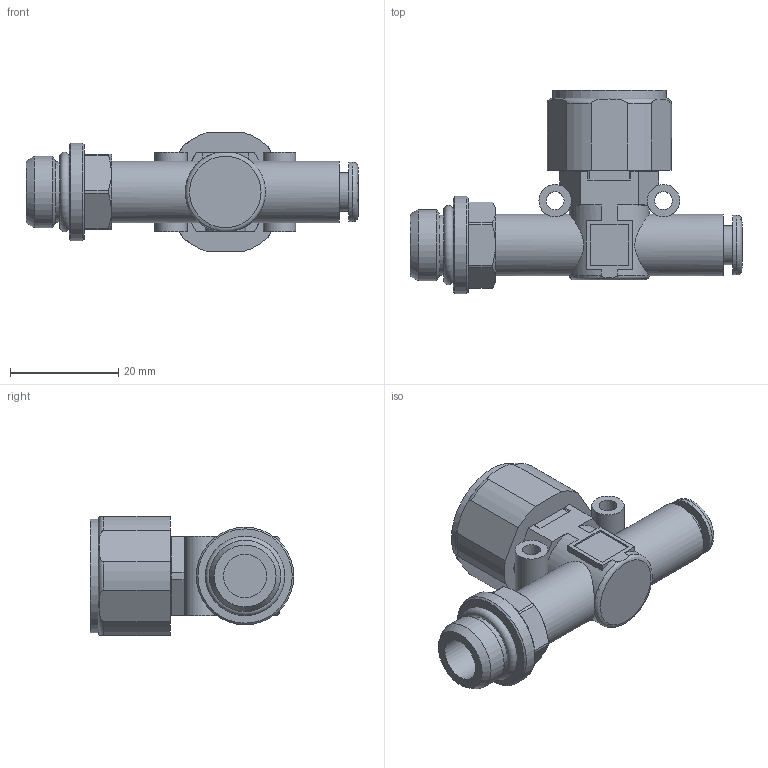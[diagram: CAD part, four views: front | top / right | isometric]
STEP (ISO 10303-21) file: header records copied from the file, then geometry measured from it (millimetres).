
FILE_DESCRIPTION( ( 'STEP AP214' ), ' ' );
FILE_NAME( '9067109.stp', '2017-03-31T09:46:16', ( '' ), ( '' ), ' ', 'PARTsolutions', ' ' );
FILE_SCHEMA( ( 'AUTOMOTIVE_DESIGN { 1 0 10303 214 1 1 1 1 }' ) );
Length unit declared in the file: millimetre
Products named in the file (5): 9067109; _LINE-ON-LINE D6 V2v/V3V_L body; _LINE-ON-LINE D6 VNR-L bushing; _LINE-ON-LINE D6-1/4 MAN-L thread port; _LINE ON LINE D6 MAN-L man
Assembly tree (4 placements, depth 2):
  9067109
    _LINE-ON-LINE D6 V2v/V3V_L body
    _LINE-ON-LINE D6 VNR-L bushing
    _LINE-ON-LINE D6-1/4 MAN-L thread port
    _LINE ON LINE D6 MAN-L man
Bounding box: 61.3 x 37.6 x 22 mm (x, y, z)
Volume: 12008.2 mm3; surface area: 8728.4 mm2
Topology: 4 solids, 4 shells, 208 faces, 498 edges, 329 vertices
Faces by surface type: plane 136, cylinder 60, cone 8, torus 4
Full cylindrical faces by diameter (mm): 3.3 x2, 3.5 x2, 4 x2, 6 x3, 6.2 x1, 7.2 x2, 7.6 x1, 8 x1, 9 x2, 9.6 x2, 10 x1, 10.3 x3, 11 x1, 11.1 x1, 11.4 x2, 11.6 x1, 13.157 x1, 17.61 x1, 17.91 x1, 18 x1, 18.86 x1, 20.96 x1
Entity records: 8199 total; most frequent: CARTESIAN_POINT 1757, DIRECTION 969, ORIENTED_EDGE 884, EDGE_CURVE 442, AXIS2_PLACEMENT_3D 350, VERTEX_POINT 320, EDGE_LOOP 299, LINE 269
